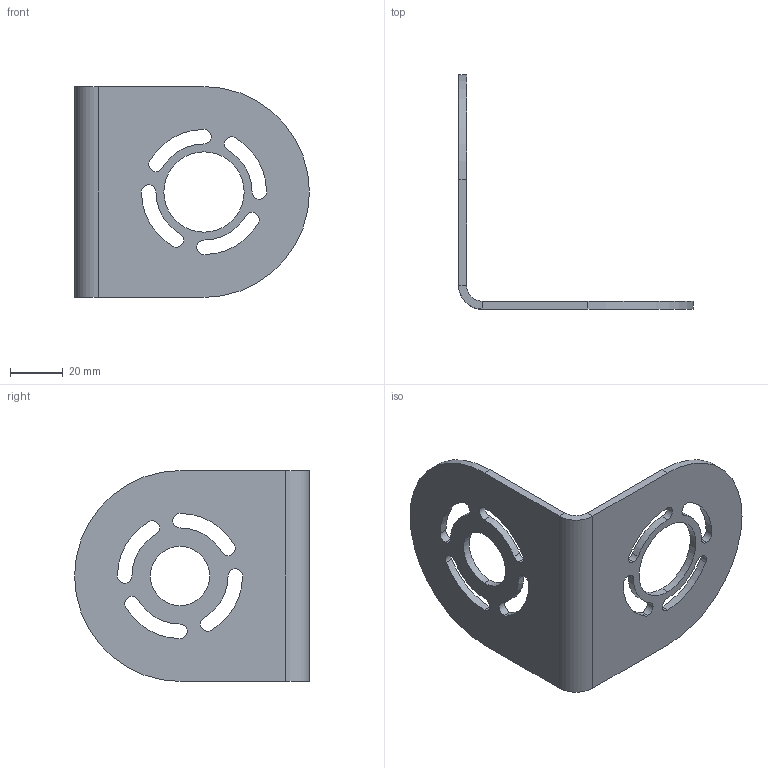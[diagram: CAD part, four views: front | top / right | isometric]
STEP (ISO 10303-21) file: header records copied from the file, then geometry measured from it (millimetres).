
FILE_DESCRIPTION (( 'STEP AP203' ), '1' );
FILE_NAME ('CAP003220-01.STEP', '2024-06-03T08:22:38', ( '' ), ( '' ), 'SwSTEP 2.0', 'SolidWorks 2024', '' );
FILE_SCHEMA (( 'CONFIG_CONTROL_DESIGN' ));
Length unit declared in the file: millimetre
Products named in the file (1): CAP003220-01
Bounding box: 89.11 x 89.11 x 80 mm (x, y, z)
Volume: 30301.9 mm3; surface area: 23477.1 mm2
Topology: 1 solids, 1 shells, 58 faces, 160 edges, 104 vertices
Faces by surface type: cylinder 48, plane 10
Entity records: 2013 total; most frequent: DIRECTION 374, CARTESIAN_POINT 323, ORIENTED_EDGE 320, EDGE_CURVE 160, AXIS2_PLACEMENT_3D 155, VERTEX_POINT 104, CIRCLE 96, EDGE_LOOP 78
